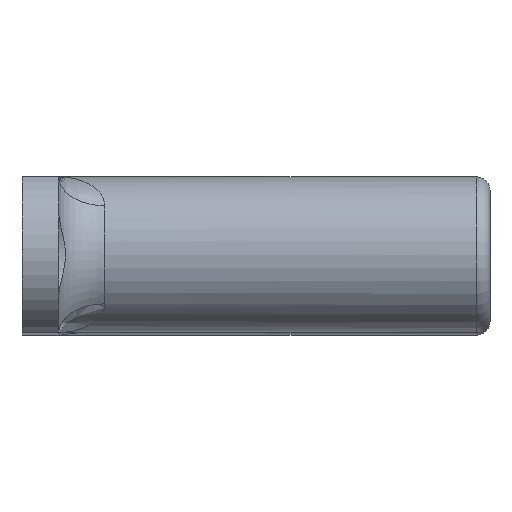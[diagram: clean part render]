
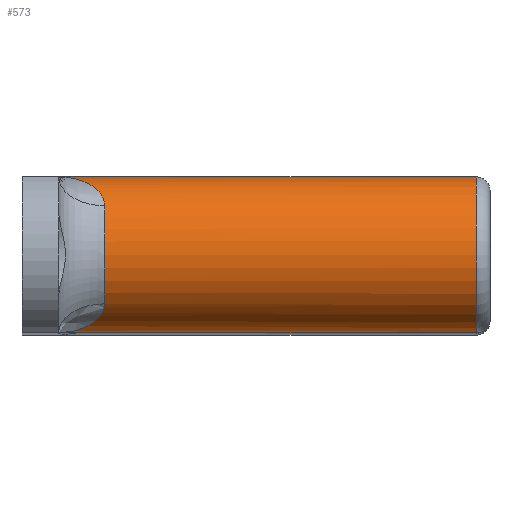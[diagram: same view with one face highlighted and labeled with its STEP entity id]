
A CAD part, top view. The second image highlights one B-rep face of the part: STEP entity #573.
In plain terms, the highlighted cylindrical face has radius 8.5 mm (diameter 17 mm), a full revolution.
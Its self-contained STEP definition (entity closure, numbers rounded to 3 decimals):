
#45=LINE('',#941,#75);
#75=VECTOR('',#733,8.5);
#115=FACE_OUTER_BOUND('',#152,.T.);
#152=EDGE_LOOP('',(#402,#403,#404,#405,#406,#407,#408,#409,#410,#411));
#199=CIRCLE('',#632,8.5);
#200=CIRCLE('',#633,8.5);
#202=CIRCLE('',#636,8.5);
#203=CIRCLE('',#637,8.5);
#239=B_SPLINE_CURVE_WITH_KNOTS('',3,(#943,#944,#945,#946,#947,#948,#949,
#950,#951,#952,#953,#954),.UNSPECIFIED.,.F.,.F.,(4,1,1,1,1,1,1,2,4),(2.987,
3.249,3.38,3.51,3.641,3.772,
4.034,4.296,4.297),.UNSPECIFIED.);
#240=B_SPLINE_CURVE_WITH_KNOTS('',3,(#958,#959,#960,#961,#962,#963,#964,
#965),.UNSPECIFIED.,.F.,.F.,(4,2,1,1,4),(-0.001,0.,0.785,
1.047,1.309),.UNSPECIFIED.);
#241=B_SPLINE_CURVE_WITH_KNOTS('',3,(#967,#968,#969,#970,#971,#972,#973,
#974,#975,#976,#977,#978),.UNSPECIFIED.,.F.,.F.,(4,1,1,1,1,1,1,2,4),(2.987,
3.249,3.38,3.51,3.641,3.772,
4.034,4.296,4.297),.UNSPECIFIED.);
#242=B_SPLINE_CURVE_WITH_KNOTS('',3,(#981,#982,#983,#984,#985,#986,#987,
#988),.UNSPECIFIED.,.F.,.F.,(4,2,1,1,4),(-0.001,0.,0.785,
1.047,1.309),.UNSPECIFIED.);
#258=VERTEX_POINT('',#933);
#259=VERTEX_POINT('',#935);
#260=VERTEX_POINT('',#940);
#261=VERTEX_POINT('',#942);
#262=VERTEX_POINT('',#955);
#263=VERTEX_POINT('',#957);
#264=VERTEX_POINT('',#966);
#265=VERTEX_POINT('',#979);
#311=EDGE_CURVE('',#258,#259,#199,.T.);
#312=EDGE_CURVE('',#259,#258,#200,.T.);
#314=EDGE_CURVE('',#259,#260,#45,.T.);
#315=EDGE_CURVE('',#261,#260,#239,.T.);
#316=EDGE_CURVE('',#262,#261,#202,.T.);
#317=EDGE_CURVE('',#263,#262,#240,.T.);
#318=EDGE_CURVE('',#264,#263,#241,.T.);
#319=EDGE_CURVE('',#265,#264,#203,.T.);
#320=EDGE_CURVE('',#260,#265,#242,.T.);
#402=ORIENTED_EDGE('',*,*,#312,.F.);
#403=ORIENTED_EDGE('',*,*,#314,.T.);
#404=ORIENTED_EDGE('',*,*,#315,.F.);
#405=ORIENTED_EDGE('',*,*,#316,.F.);
#406=ORIENTED_EDGE('',*,*,#317,.F.);
#407=ORIENTED_EDGE('',*,*,#318,.F.);
#408=ORIENTED_EDGE('',*,*,#319,.F.);
#409=ORIENTED_EDGE('',*,*,#320,.F.);
#410=ORIENTED_EDGE('',*,*,#314,.F.);
#411=ORIENTED_EDGE('',*,*,#311,.F.);
#559=CYLINDRICAL_SURFACE('',#635,8.5);
#573=ADVANCED_FACE('',(#115),#559,.T.);
#632=AXIS2_PLACEMENT_3D('',#936,#725,#726);
#633=AXIS2_PLACEMENT_3D('',#937,#727,#728);
#635=AXIS2_PLACEMENT_3D('',#939,#731,#732);
#636=AXIS2_PLACEMENT_3D('',#956,#734,#735);
#637=AXIS2_PLACEMENT_3D('',#980,#736,#737);
#725=DIRECTION('center_axis',(1.,0.,0.));
#726=DIRECTION('ref_axis',(0.,1.,0.));
#727=DIRECTION('center_axis',(1.,0.,0.));
#728=DIRECTION('ref_axis',(0.,1.,0.));
#731=DIRECTION('center_axis',(1.,0.,0.));
#732=DIRECTION('ref_axis',(0.,1.,0.));
#733=DIRECTION('',(-1.,0.,0.));
#734=DIRECTION('center_axis',(-1.,0.,0.));
#735=DIRECTION('ref_axis',(0.,0.,-1.));
#736=DIRECTION('center_axis',(-1.,0.,0.));
#737=DIRECTION('ref_axis',(0.,0.,1.));
#933=CARTESIAN_POINT('',(49.5,12.,174.75));
#935=CARTESIAN_POINT('',(49.5,3.5,166.25));
#936=CARTESIAN_POINT('Origin',(49.5,12.,166.25));
#937=CARTESIAN_POINT('Origin',(49.5,12.,166.25));
#939=CARTESIAN_POINT('Origin',(4.,12.,166.25));
#940=CARTESIAN_POINT('',(4.,3.5,166.25));
#941=CARTESIAN_POINT('',(4.,3.5,166.25));
#942=CARTESIAN_POINT('',(9.,6.648,159.646));
#943=CARTESIAN_POINT('Ctrl Pts',(9.,6.648,159.646));
#944=CARTESIAN_POINT('Ctrl Pts',(9.,6.221,159.992));
#945=CARTESIAN_POINT('Ctrl Pts',(8.793,5.629,160.579));
#946=CARTESIAN_POINT('Ctrl Pts',(8.28,4.994,161.417));
#947=CARTESIAN_POINT('Ctrl Pts',(7.802,4.584,162.073));
#948=CARTESIAN_POINT('Ctrl Pts',(7.256,4.244,162.747));
#949=CARTESIAN_POINT('Ctrl Pts',(6.464,3.879,163.657));
#950=CARTESIAN_POINT('Ctrl Pts',(5.375,3.579,164.828));
#951=CARTESIAN_POINT('Ctrl Pts',(4.461,3.5,165.773));
#952=CARTESIAN_POINT('Ctrl Pts',(4.005,3.5,166.245));
#953=CARTESIAN_POINT('Ctrl Pts',(4.002,3.5,166.247));
#954=CARTESIAN_POINT('Ctrl Pts',(4.,3.5,166.25));
#955=CARTESIAN_POINT('',(9.,17.352,159.646));
#956=CARTESIAN_POINT('Origin',(9.,12.,166.25));
#957=CARTESIAN_POINT('',(4.,20.5,166.25));
#958=CARTESIAN_POINT('Ctrl Pts',(4.,20.5,166.25));
#959=CARTESIAN_POINT('Ctrl Pts',(4.002,20.5,166.247));
#960=CARTESIAN_POINT('Ctrl Pts',(4.005,20.5,166.245));
#961=CARTESIAN_POINT('Ctrl Pts',(5.366,20.497,164.833));
#962=CARTESIAN_POINT('Ctrl Pts',(7.234,20.037,162.928));
#963=CARTESIAN_POINT('Ctrl Pts',(8.728,18.567,160.772));
#964=CARTESIAN_POINT('Ctrl Pts',(9.,17.779,159.992));
#965=CARTESIAN_POINT('Ctrl Pts',(9.,17.352,159.646));
#966=CARTESIAN_POINT('',(9.,17.352,172.854));
#967=CARTESIAN_POINT('Ctrl Pts',(9.,17.352,172.854));
#968=CARTESIAN_POINT('Ctrl Pts',(9.,17.779,172.508));
#969=CARTESIAN_POINT('Ctrl Pts',(8.793,18.371,171.921));
#970=CARTESIAN_POINT('Ctrl Pts',(8.28,19.006,171.083));
#971=CARTESIAN_POINT('Ctrl Pts',(7.802,19.416,170.427));
#972=CARTESIAN_POINT('Ctrl Pts',(7.256,19.756,169.753));
#973=CARTESIAN_POINT('Ctrl Pts',(6.464,20.121,168.843));
#974=CARTESIAN_POINT('Ctrl Pts',(5.375,20.421,167.672));
#975=CARTESIAN_POINT('Ctrl Pts',(4.461,20.5,166.727));
#976=CARTESIAN_POINT('Ctrl Pts',(4.005,20.5,166.255));
#977=CARTESIAN_POINT('Ctrl Pts',(4.002,20.5,166.253));
#978=CARTESIAN_POINT('Ctrl Pts',(4.,20.5,166.25));
#979=CARTESIAN_POINT('',(9.,6.648,172.854));
#980=CARTESIAN_POINT('Origin',(9.,12.,166.25));
#981=CARTESIAN_POINT('Ctrl Pts',(4.,3.5,166.25));
#982=CARTESIAN_POINT('Ctrl Pts',(4.002,3.5,166.253));
#983=CARTESIAN_POINT('Ctrl Pts',(4.005,3.5,166.255));
#984=CARTESIAN_POINT('Ctrl Pts',(5.366,3.503,167.667));
#985=CARTESIAN_POINT('Ctrl Pts',(7.234,3.963,169.572));
#986=CARTESIAN_POINT('Ctrl Pts',(8.728,5.433,171.728));
#987=CARTESIAN_POINT('Ctrl Pts',(9.,6.221,172.508));
#988=CARTESIAN_POINT('Ctrl Pts',(9.,6.648,172.854));
